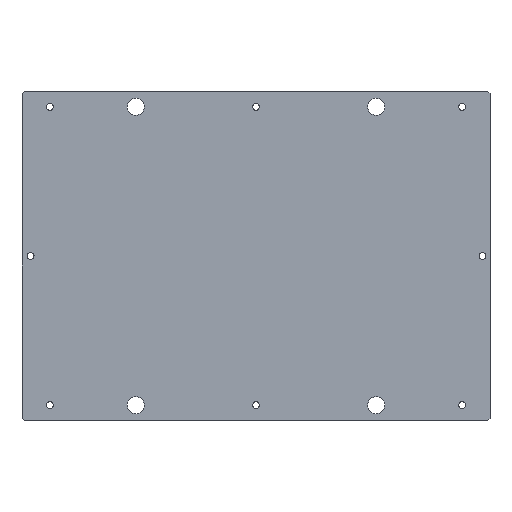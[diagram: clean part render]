
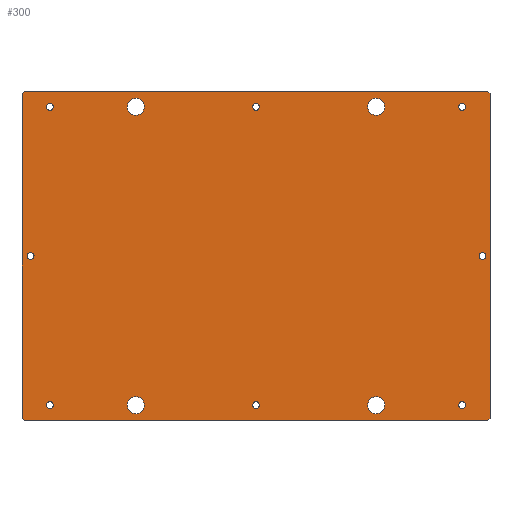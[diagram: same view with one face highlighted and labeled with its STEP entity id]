
A CAD part, top view. The second image highlights one B-rep face of the part: STEP entity #300.
In plain terms, the highlighted planar face has unit normal (0, 0, 1).
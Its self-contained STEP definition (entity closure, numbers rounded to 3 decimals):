
#24 = VERTEX_POINT('',#25);
#25 = CARTESIAN_POINT('',(0.,152.,2.5));
#31 = EDGE_CURVE('',#24,#32,#34,.T.);
#32 = VERTEX_POINT('',#33);
#33 = CARTESIAN_POINT('',(0.,1.,2.5));
#34 = LINE('',#35,#36);
#35 = CARTESIAN_POINT('',(0.,152.,2.5));
#36 = VECTOR('',#37,1.);
#37 = DIRECTION('',(0.,-1.,0.));
#64 = VERTEX_POINT('',#65);
#65 = CARTESIAN_POINT('',(1.,153.,2.5));
#71 = EDGE_CURVE('',#64,#24,#72,.T.);
#72 = LINE('',#73,#74);
#73 = CARTESIAN_POINT('',(1.,153.,2.5));
#74 = VECTOR('',#75,1.);
#75 = DIRECTION('',(-0.707,-0.707,0.));
#93 = EDGE_CURVE('',#32,#94,#96,.T.);
#94 = VERTEX_POINT('',#95);
#95 = CARTESIAN_POINT('',(1.,0.,2.5));
#96 = LINE('',#97,#98);
#97 = CARTESIAN_POINT('',(0.,1.,2.5));
#98 = VECTOR('',#99,1.);
#99 = DIRECTION('',(0.707,-0.707,0.));
#300 = ADVANCED_FACE('',(#301,#344,#355,#366,#377,#388,#399,#410,#421,
    #432,#443,#454,#465),#476,.T.);
#301 = FACE_BOUND('',#302,.T.);
#302 = EDGE_LOOP('',(#303,#304,#305,#313,#321,#329,#337,#343));
#303 = ORIENTED_EDGE('',*,*,#31,.T.);
#304 = ORIENTED_EDGE('',*,*,#93,.T.);
#305 = ORIENTED_EDGE('',*,*,#306,.T.);
#306 = EDGE_CURVE('',#94,#307,#309,.T.);
#307 = VERTEX_POINT('',#308);
#308 = CARTESIAN_POINT('',(217.,0.,2.5));
#309 = LINE('',#310,#311);
#310 = CARTESIAN_POINT('',(1.,0.,2.5));
#311 = VECTOR('',#312,1.);
#312 = DIRECTION('',(1.,0.,0.));
#313 = ORIENTED_EDGE('',*,*,#314,.F.);
#314 = EDGE_CURVE('',#315,#307,#317,.T.);
#315 = VERTEX_POINT('',#316);
#316 = CARTESIAN_POINT('',(218.,1.,2.5));
#317 = LINE('',#318,#319);
#318 = CARTESIAN_POINT('',(218.,1.,2.5));
#319 = VECTOR('',#320,1.);
#320 = DIRECTION('',(-0.707,-0.707,0.));
#321 = ORIENTED_EDGE('',*,*,#322,.T.);
#322 = EDGE_CURVE('',#315,#323,#325,.T.);
#323 = VERTEX_POINT('',#324);
#324 = CARTESIAN_POINT('',(218.,152.,2.5));
#325 = LINE('',#326,#327);
#326 = CARTESIAN_POINT('',(218.,1.,2.5));
#327 = VECTOR('',#328,1.);
#328 = DIRECTION('',(0.,1.,0.));
#329 = ORIENTED_EDGE('',*,*,#330,.F.);
#330 = EDGE_CURVE('',#331,#323,#333,.T.);
#331 = VERTEX_POINT('',#332);
#332 = CARTESIAN_POINT('',(217.,153.,2.5));
#333 = LINE('',#334,#335);
#334 = CARTESIAN_POINT('',(217.,153.,2.5));
#335 = VECTOR('',#336,1.);
#336 = DIRECTION('',(0.707,-0.707,0.));
#337 = ORIENTED_EDGE('',*,*,#338,.T.);
#338 = EDGE_CURVE('',#331,#64,#339,.T.);
#339 = LINE('',#340,#341);
#340 = CARTESIAN_POINT('',(217.,153.,2.5));
#341 = VECTOR('',#342,1.);
#342 = DIRECTION('',(-1.,0.,0.));
#343 = ORIENTED_EDGE('',*,*,#71,.T.);
#344 = FACE_BOUND('',#345,.T.);
#345 = EDGE_LOOP('',(#346));
#346 = ORIENTED_EDGE('',*,*,#347,.T.);
#347 = EDGE_CURVE('',#348,#348,#350,.T.);
#348 = VERTEX_POINT('',#349);
#349 = CARTESIAN_POINT('',(11.4,7.,2.5));
#350 = CIRCLE('',#351,1.6);
#351 = AXIS2_PLACEMENT_3D('',#352,#353,#354);
#352 = CARTESIAN_POINT('',(13.,7.,2.5));
#353 = DIRECTION('',(0.,0.,-1.));
#354 = DIRECTION('',(-1.,0.,0.));
#355 = FACE_BOUND('',#356,.T.);
#356 = EDGE_LOOP('',(#357));
#357 = ORIENTED_EDGE('',*,*,#358,.T.);
#358 = EDGE_CURVE('',#359,#359,#361,.T.);
#359 = VERTEX_POINT('',#360);
#360 = CARTESIAN_POINT('',(49.,7.,2.5));
#361 = CIRCLE('',#362,4.);
#362 = AXIS2_PLACEMENT_3D('',#363,#364,#365);
#363 = CARTESIAN_POINT('',(53.,7.,2.5));
#364 = DIRECTION('',(0.,0.,-1.));
#365 = DIRECTION('',(-1.,0.,0.));
#366 = FACE_BOUND('',#367,.T.);
#367 = EDGE_LOOP('',(#368));
#368 = ORIENTED_EDGE('',*,*,#369,.T.);
#369 = EDGE_CURVE('',#370,#370,#372,.T.);
#370 = VERTEX_POINT('',#371);
#371 = CARTESIAN_POINT('',(107.4,7.,2.5));
#372 = CIRCLE('',#373,1.6);
#373 = AXIS2_PLACEMENT_3D('',#374,#375,#376);
#374 = CARTESIAN_POINT('',(109.,7.,2.5));
#375 = DIRECTION('',(0.,0.,-1.));
#376 = DIRECTION('',(-1.,0.,0.));
#377 = FACE_BOUND('',#378,.T.);
#378 = EDGE_LOOP('',(#379));
#379 = ORIENTED_EDGE('',*,*,#380,.T.);
#380 = EDGE_CURVE('',#381,#381,#383,.T.);
#381 = VERTEX_POINT('',#382);
#382 = CARTESIAN_POINT('',(161.,7.,2.5));
#383 = CIRCLE('',#384,4.);
#384 = AXIS2_PLACEMENT_3D('',#385,#386,#387);
#385 = CARTESIAN_POINT('',(165.,7.,2.5));
#386 = DIRECTION('',(0.,0.,-1.));
#387 = DIRECTION('',(-1.,0.,0.));
#388 = FACE_BOUND('',#389,.T.);
#389 = EDGE_LOOP('',(#390));
#390 = ORIENTED_EDGE('',*,*,#391,.T.);
#391 = EDGE_CURVE('',#392,#392,#394,.T.);
#392 = VERTEX_POINT('',#393);
#393 = CARTESIAN_POINT('',(203.4,7.,2.5));
#394 = CIRCLE('',#395,1.6);
#395 = AXIS2_PLACEMENT_3D('',#396,#397,#398);
#396 = CARTESIAN_POINT('',(205.,7.,2.5));
#397 = DIRECTION('',(0.,0.,-1.));
#398 = DIRECTION('',(-1.,0.,0.));
#399 = FACE_BOUND('',#400,.T.);
#400 = EDGE_LOOP('',(#401));
#401 = ORIENTED_EDGE('',*,*,#402,.T.);
#402 = EDGE_CURVE('',#403,#403,#405,.T.);
#403 = VERTEX_POINT('',#404);
#404 = CARTESIAN_POINT('',(2.4,76.5,2.5));
#405 = CIRCLE('',#406,1.6);
#406 = AXIS2_PLACEMENT_3D('',#407,#408,#409);
#407 = CARTESIAN_POINT('',(4.,76.5,2.5));
#408 = DIRECTION('',(0.,0.,-1.));
#409 = DIRECTION('',(-1.,0.,0.));
#410 = FACE_BOUND('',#411,.T.);
#411 = EDGE_LOOP('',(#412));
#412 = ORIENTED_EDGE('',*,*,#413,.T.);
#413 = EDGE_CURVE('',#414,#414,#416,.T.);
#414 = VERTEX_POINT('',#415);
#415 = CARTESIAN_POINT('',(11.4,146.,2.5));
#416 = CIRCLE('',#417,1.6);
#417 = AXIS2_PLACEMENT_3D('',#418,#419,#420);
#418 = CARTESIAN_POINT('',(13.,146.,2.5));
#419 = DIRECTION('',(0.,0.,-1.));
#420 = DIRECTION('',(-1.,0.,0.));
#421 = FACE_BOUND('',#422,.T.);
#422 = EDGE_LOOP('',(#423));
#423 = ORIENTED_EDGE('',*,*,#424,.T.);
#424 = EDGE_CURVE('',#425,#425,#427,.T.);
#425 = VERTEX_POINT('',#426);
#426 = CARTESIAN_POINT('',(49.,146.,2.5));
#427 = CIRCLE('',#428,4.);
#428 = AXIS2_PLACEMENT_3D('',#429,#430,#431);
#429 = CARTESIAN_POINT('',(53.,146.,2.5));
#430 = DIRECTION('',(0.,0.,-1.));
#431 = DIRECTION('',(-1.,0.,0.));
#432 = FACE_BOUND('',#433,.T.);
#433 = EDGE_LOOP('',(#434));
#434 = ORIENTED_EDGE('',*,*,#435,.T.);
#435 = EDGE_CURVE('',#436,#436,#438,.T.);
#436 = VERTEX_POINT('',#437);
#437 = CARTESIAN_POINT('',(107.4,146.,2.5));
#438 = CIRCLE('',#439,1.6);
#439 = AXIS2_PLACEMENT_3D('',#440,#441,#442);
#440 = CARTESIAN_POINT('',(109.,146.,2.5));
#441 = DIRECTION('',(0.,0.,-1.));
#442 = DIRECTION('',(-1.,0.,0.));
#443 = FACE_BOUND('',#444,.T.);
#444 = EDGE_LOOP('',(#445));
#445 = ORIENTED_EDGE('',*,*,#446,.T.);
#446 = EDGE_CURVE('',#447,#447,#449,.T.);
#447 = VERTEX_POINT('',#448);
#448 = CARTESIAN_POINT('',(212.9,76.5,2.5));
#449 = CIRCLE('',#450,1.6);
#450 = AXIS2_PLACEMENT_3D('',#451,#452,#453);
#451 = CARTESIAN_POINT('',(214.5,76.5,2.5));
#452 = DIRECTION('',(0.,0.,-1.));
#453 = DIRECTION('',(-1.,0.,0.));
#454 = FACE_BOUND('',#455,.T.);
#455 = EDGE_LOOP('',(#456));
#456 = ORIENTED_EDGE('',*,*,#457,.T.);
#457 = EDGE_CURVE('',#458,#458,#460,.T.);
#458 = VERTEX_POINT('',#459);
#459 = CARTESIAN_POINT('',(161.,146.,2.5));
#460 = CIRCLE('',#461,4.);
#461 = AXIS2_PLACEMENT_3D('',#462,#463,#464);
#462 = CARTESIAN_POINT('',(165.,146.,2.5));
#463 = DIRECTION('',(0.,0.,-1.));
#464 = DIRECTION('',(-1.,0.,0.));
#465 = FACE_BOUND('',#466,.T.);
#466 = EDGE_LOOP('',(#467));
#467 = ORIENTED_EDGE('',*,*,#468,.T.);
#468 = EDGE_CURVE('',#469,#469,#471,.T.);
#469 = VERTEX_POINT('',#470);
#470 = CARTESIAN_POINT('',(203.4,146.,2.5));
#471 = CIRCLE('',#472,1.6);
#472 = AXIS2_PLACEMENT_3D('',#473,#474,#475);
#473 = CARTESIAN_POINT('',(205.,146.,2.5));
#474 = DIRECTION('',(0.,0.,-1.));
#475 = DIRECTION('',(-1.,0.,0.));
#476 = PLANE('',#477);
#477 = AXIS2_PLACEMENT_3D('',#478,#479,#480);
#478 = CARTESIAN_POINT('',(109.,76.5,2.5));
#479 = DIRECTION('',(0.,0.,1.));
#480 = DIRECTION('',(1.,0.,0.));
